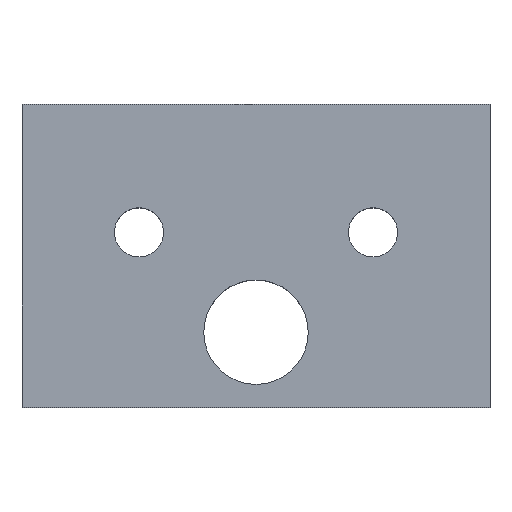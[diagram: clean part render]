
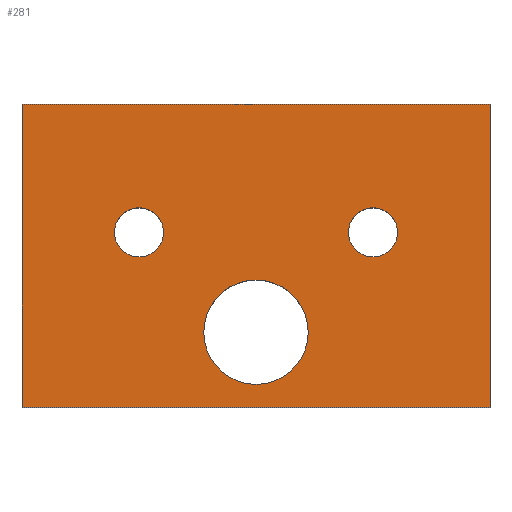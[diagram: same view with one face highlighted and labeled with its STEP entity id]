
A CAD part, top view. The second image highlights one B-rep face of the part: STEP entity #281.
In plain terms, the highlighted planar face has unit normal (0, 0, 1).
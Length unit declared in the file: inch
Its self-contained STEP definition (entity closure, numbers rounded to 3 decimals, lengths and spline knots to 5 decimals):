
#5 = LINE ( 'NONE', #32, #142 ) ;
#7 = EDGE_CURVE ( 'NONE', #8, #89, #379, .T. ) ;
#8 = VERTEX_POINT ( 'NONE', #411 ) ;
#16 = DIRECTION ( 'NONE',  ( 1., 0., 0. ) ) ;
#19 = DIRECTION ( 'NONE',  ( 0., 0., 1. ) ) ;
#28 = EDGE_CURVE ( 'NONE', #76, #51, #250, .T. ) ;
#31 = ORIENTED_EDGE ( 'NONE', *, *, #305, .F. ) ;
#32 = CARTESIAN_POINT ( 'NONE',  ( -1.5, 0., 0.5 ) ) ;
#45 = AXIS2_PLACEMENT_3D ( 'NONE', #373, #204, #267 ) ;
#46 = CARTESIAN_POINT ( 'NONE',  ( 1.5, 0., 0.5 ) ) ;
#47 = FACE_BOUND ( 'NONE', #431, .T. ) ;
#51 = VERTEX_POINT ( 'NONE', #84 ) ;
#60 = FACE_BOUND ( 'NONE', #150, .T. ) ;
#69 = DIRECTION ( 'NONE',  ( 1., 0., 0. ) ) ;
#76 = VERTEX_POINT ( 'NONE', #81 ) ;
#78 = DIRECTION ( 'NONE',  ( 1., 0., 0. ) ) ;
#81 = CARTESIAN_POINT ( 'NONE',  ( 0.33465, 0., 0.5 ) ) ;
#84 = CARTESIAN_POINT ( 'NONE',  ( -0.33465, 0., 0.5 ) ) ;
#89 = VERTEX_POINT ( 'NONE', #388 ) ;
#90 = DIRECTION ( 'NONE',  ( 1., 0., 0. ) ) ;
#91 = DIRECTION ( 'NONE',  ( 1., 0., 0. ) ) ;
#92 = DIRECTION ( 'NONE',  ( 1., 0., 0. ) ) ;
#99 = DIRECTION ( 'NONE',  ( 1., 0., 0. ) ) ;
#103 = ORIENTED_EDGE ( 'NONE', *, *, #7, .T. ) ;
#112 = AXIS2_PLACEMENT_3D ( 'NONE', #154, #321, #90 ) ;
#116 = ORIENTED_EDGE ( 'NONE', *, *, #230, .F. ) ;
#120 = CARTESIAN_POINT ( 'NONE',  ( 0.90748, 0.64, 0.5 ) ) ;
#126 = CARTESIAN_POINT ( 'NONE',  ( -0.90748, 0.64, 0.5 ) ) ;
#134 = CIRCLE ( 'NONE', #112, 0.15748 ) ;
#135 = EDGE_CURVE ( 'NONE', #137, #89, #225, .T. ) ;
#137 = VERTEX_POINT ( 'NONE', #183 ) ;
#139 = VERTEX_POINT ( 'NONE', #414 ) ;
#142 = VECTOR ( 'NONE', #237, 39.37008 ) ;
#143 = EDGE_CURVE ( 'NONE', #364, #275, #419, .T. ) ;
#150 = EDGE_LOOP ( 'NONE', ( #355, #31 ) ) ;
#154 = CARTESIAN_POINT ( 'NONE',  ( 0.75, 0.64, 0.5 ) ) ;
#157 = CARTESIAN_POINT ( 'NONE',  ( -0.59252, 0.64, 0.5 ) ) ;
#162 = ORIENTED_EDGE ( 'NONE', *, *, #28, .F. ) ;
#175 = EDGE_CURVE ( 'NONE', #139, #8, #315, .T. ) ;
#182 = CARTESIAN_POINT ( 'NONE',  ( 0., 0., 0.5 ) ) ;
#183 = CARTESIAN_POINT ( 'NONE',  ( -1.5, 1.46, 0.5 ) ) ;
#187 = ORIENTED_EDGE ( 'NONE', *, *, #399, .F. ) ;
#191 = CARTESIAN_POINT ( 'NONE',  ( 0.59252, 0.64, 0.5 ) ) ;
#198 = VERTEX_POINT ( 'NONE', #191 ) ;
#204 = DIRECTION ( 'NONE',  ( 0., 0., 1. ) ) ;
#225 = LINE ( 'NONE', #311, #363 ) ;
#226 = AXIS2_PLACEMENT_3D ( 'NONE', #356, #290, #91 ) ;
#229 = CIRCLE ( 'NONE', #226, 0.33465 ) ;
#230 = EDGE_CURVE ( 'NONE', #51, #76, #229, .T. ) ;
#232 = DIRECTION ( 'NONE',  ( 0., 0., 1. ) ) ;
#233 = VERTEX_POINT ( 'NONE', #120 ) ;
#237 = DIRECTION ( 'NONE',  ( 0., -1., 0. ) ) ;
#238 = FACE_OUTER_BOUND ( 'NONE', #326, .T. ) ;
#239 = AXIS2_PLACEMENT_3D ( 'NONE', #262, #232, #99 ) ;
#246 = EDGE_CURVE ( 'NONE', #233, #198, #134, .T. ) ;
#250 = CIRCLE ( 'NONE', #272, 0.33465 ) ;
#254 = ORIENTED_EDGE ( 'NONE', *, *, #175, .T. ) ;
#262 = CARTESIAN_POINT ( 'NONE',  ( -0.75, 0.64, 0.5 ) ) ;
#265 = ORIENTED_EDGE ( 'NONE', *, *, #135, .F. ) ;
#267 = DIRECTION ( 'NONE',  ( 1., 0., 0. ) ) ;
#272 = AXIS2_PLACEMENT_3D ( 'NONE', #182, #282, #78 ) ;
#275 = VERTEX_POINT ( 'NONE', #157 ) ;
#276 = EDGE_LOOP ( 'NONE', ( #116, #162 ) ) ;
#281 = ADVANCED_FACE ( 'NONE', ( #60, #47, #404, #238 ), #392, .T. ) ;
#282 = DIRECTION ( 'NONE',  ( 0., 0., 1. ) ) ;
#285 = CARTESIAN_POINT ( 'NONE',  ( -0.75, 0.64, 0.5 ) ) ;
#286 = VECTOR ( 'NONE', #344, 39.37008 ) ;
#290 = DIRECTION ( 'NONE',  ( 0., 0., 1. ) ) ;
#292 = CARTESIAN_POINT ( 'NONE',  ( 0., -0.48126, 0.5 ) ) ;
#297 = VECTOR ( 'NONE', #92, 39.37008 ) ;
#305 = EDGE_CURVE ( 'NONE', #275, #364, #333, .T. ) ;
#311 = CARTESIAN_POINT ( 'NONE',  ( 0., 1.46, 0.5 ) ) ;
#315 = LINE ( 'NONE', #292, #297 ) ;
#316 = ORIENTED_EDGE ( 'NONE', *, *, #324, .T. ) ;
#321 = DIRECTION ( 'NONE',  ( 0., 0., 1. ) ) ;
#324 = EDGE_CURVE ( 'NONE', #137, #139, #5, .T. ) ;
#326 = EDGE_LOOP ( 'NONE', ( #265, #316, #254, #103 ) ) ;
#333 = CIRCLE ( 'NONE', #239, 0.15748 ) ;
#344 = DIRECTION ( 'NONE',  ( 0., 1., 0. ) ) ;
#347 = DIRECTION ( 'NONE',  ( 1., 0., 0. ) ) ;
#349 = CIRCLE ( 'NONE', #374, 0.15748 ) ;
#355 = ORIENTED_EDGE ( 'NONE', *, *, #143, .F. ) ;
#356 = CARTESIAN_POINT ( 'NONE',  ( 0., 0., 0.5 ) ) ;
#362 = DIRECTION ( 'NONE',  ( 0., 0., 1. ) ) ;
#363 = VECTOR ( 'NONE', #16, 39.37008 ) ;
#364 = VERTEX_POINT ( 'NONE', #126 ) ;
#373 = CARTESIAN_POINT ( 'NONE',  ( 0., 0., 0.5 ) ) ;
#374 = AXIS2_PLACEMENT_3D ( 'NONE', #433, #362, #69 ) ;
#379 = LINE ( 'NONE', #46, #286 ) ;
#385 = ORIENTED_EDGE ( 'NONE', *, *, #246, .F. ) ;
#388 = CARTESIAN_POINT ( 'NONE',  ( 1.5, 1.46, 0.5 ) ) ;
#392 = PLANE ( 'NONE',  #45 ) ;
#399 = EDGE_CURVE ( 'NONE', #198, #233, #349, .T. ) ;
#404 = FACE_BOUND ( 'NONE', #276, .T. ) ;
#409 = AXIS2_PLACEMENT_3D ( 'NONE', #285, #19, #347 ) ;
#411 = CARTESIAN_POINT ( 'NONE',  ( 1.5, -0.48126, 0.5 ) ) ;
#414 = CARTESIAN_POINT ( 'NONE',  ( -1.5, -0.48126, 0.5 ) ) ;
#419 = CIRCLE ( 'NONE', #409, 0.15748 ) ;
#431 = EDGE_LOOP ( 'NONE', ( #187, #385 ) ) ;
#433 = CARTESIAN_POINT ( 'NONE',  ( 0.75, 0.64, 0.5 ) ) ;
